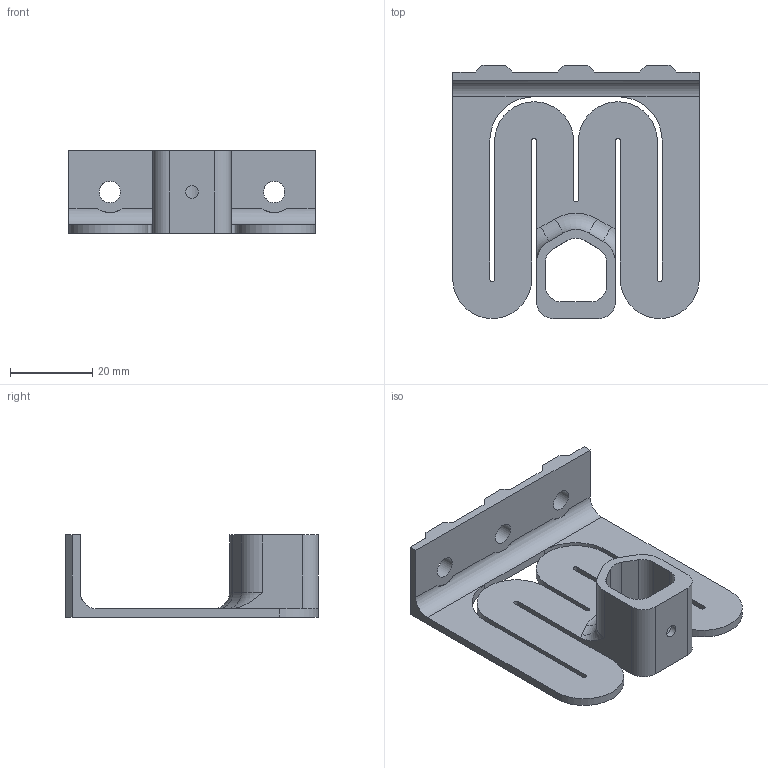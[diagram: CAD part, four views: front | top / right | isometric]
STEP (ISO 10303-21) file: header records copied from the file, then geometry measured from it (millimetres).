
FILE_DESCRIPTION( ( '' ), ' ' );
FILE_NAME( '55183681e4b00bf556917e7b.step', '2015-03-29T17:29:37', ( '' ), ( '' ), ' ', ' ', ' ' );
FILE_SCHEMA( ( 'AUTOMOTIVE_DESIGN { 1 0 10303 214 1 1 1 1 }' ) );
Length unit declared in the file: metre
Products named in the file (1): Pen-Holder
Bounding box: 60 x 61.6 x 20 mm (x, y, z)
Volume: 11846.1 mm3; surface area: 11986.2 mm2
Topology: 1 solids, 1 shells, 80 faces, 232 edges, 154 vertices
Faces by surface type: plane 46, cylinder 31, torus 3
Full cylindrical faces by diameter (mm): 3.1 x1, 5.2 x3
Entity records: 2672 total; most frequent: CARTESIAN_POINT 512, ORIENTED_EDGE 448, DIRECTION 443, EDGE_CURVE 224, LINE 157, VECTOR 157, VERTEX_POINT 150, AXIS2_PLACEMENT_3D 143
